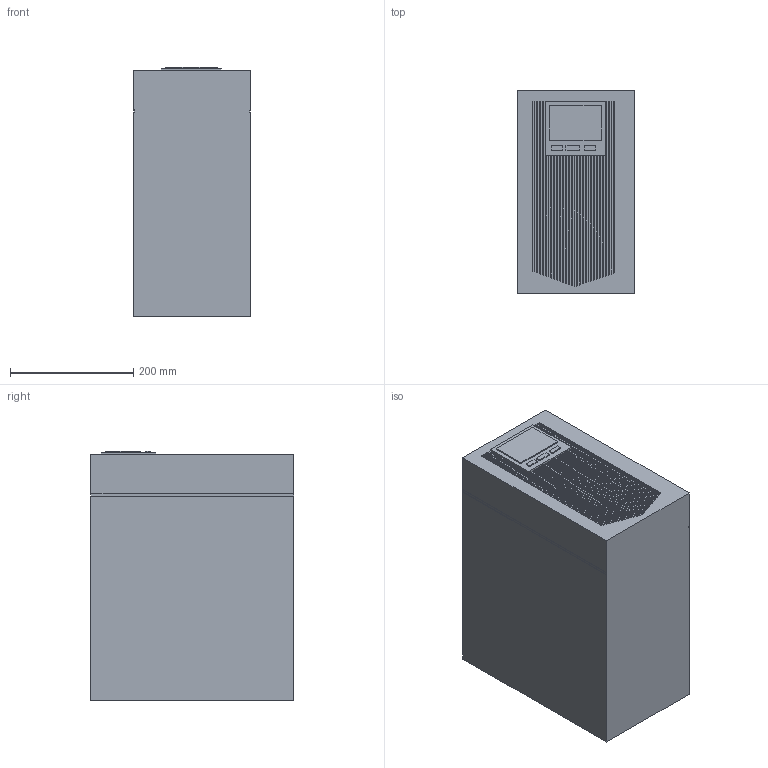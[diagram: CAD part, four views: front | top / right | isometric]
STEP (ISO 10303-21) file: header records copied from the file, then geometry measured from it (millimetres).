
FILE_DESCRIPTION (( 'STEP AP203' ), '1' );
FILE_NAME ('ÈÁÏ ñåðèé MPOT110 (2 êÂÀ, 3 êÂÀ), MPOT111 (2 êÂÀ , 3 êÂÀ).STEP', '2023-10-12T11:54:13', ( '' ), ( '' ), 'SwSTEP 2.0', 'SolidWorks 2022', '' );
FILE_SCHEMA (( 'CONFIG_CONTROL_DESIGN' ));
Length unit declared in the file: millimetre
Products named in the file (1): ИБП серий MPOT110 (2 кВА, 3 кВА), MPOT111 (2 кВА , 3 кВА)
Bounding box: 190 x 330 x 405 mm (x, y, z)
Volume: 25097272.3 mm3; surface area: 557311.7 mm2
Topology: 1 solids, 1 shells, 156 faces, 423 edges, 281 vertices
Faces by surface type: plane 156
Entity records: 4880 total; most frequent: CARTESIAN_POINT 861, ORIENTED_EDGE 846, DIRECTION 737, EDGE_CURVE 423, LINE 423, VECTOR 423, VERTEX_POINT 281, EDGE_LOOP 168
